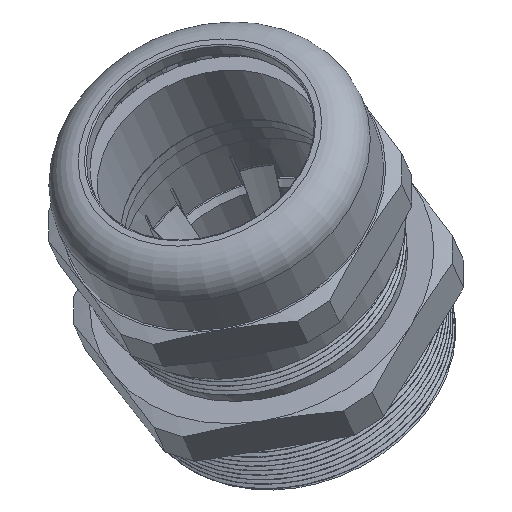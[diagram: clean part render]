
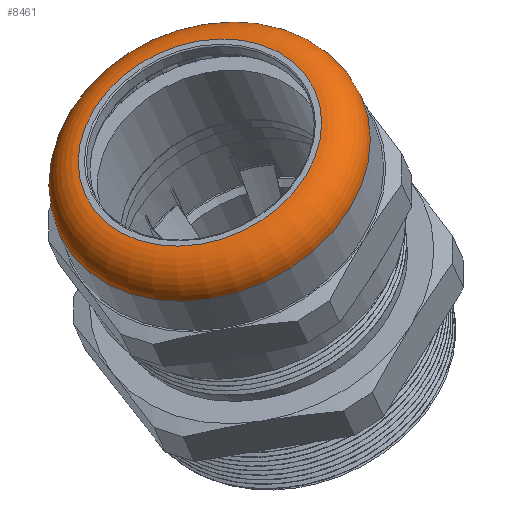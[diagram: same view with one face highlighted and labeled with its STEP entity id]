
A CAD part, top view. The second image highlights one B-rep face of the part: STEP entity #8461.
In plain terms, the highlighted toroidal (fillet/blend) face has major radius 24.04 mm and minor radius 7.56 mm.
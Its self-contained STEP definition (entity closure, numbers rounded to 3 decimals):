
#208=TOROIDAL_SURFACE('',#9478,24.04,7.56);
#1755=FACE_BOUND('',#2743,.T.);
#2218=FACE_OUTER_BOUND('',#2742,.T.);
#2742=EDGE_LOOP('',(#7853));
#2743=EDGE_LOOP('',(#7854));
#3222=CIRCLE('',#9473,24.04);
#3225=CIRCLE('',#9479,31.6);
#4081=VERTEX_POINT('',#22660);
#4084=VERTEX_POINT('',#22669);
#5339=EDGE_CURVE('',#4081,#4081,#3222,.T.);
#5342=EDGE_CURVE('',#4084,#4084,#3225,.T.);
#7853=ORIENTED_EDGE('',*,*,#5339,.T.);
#7854=ORIENTED_EDGE('',*,*,#5342,.F.);
#8461=ADVANCED_FACE('',(#2218,#1755),#208,.T.);
#9473=AXIS2_PLACEMENT_3D('',#22661,#11881,#11882);
#9478=AXIS2_PLACEMENT_3D('',#22668,#11891,#11892);
#9479=AXIS2_PLACEMENT_3D('',#22670,#11893,#11894);
#11881=DIRECTION('center_axis',(1.,0.,0.));
#11882=DIRECTION('ref_axis',(0.,0.,-1.));
#11891=DIRECTION('center_axis',(1.,0.,0.));
#11892=DIRECTION('ref_axis',(0.,0.,-1.));
#11893=DIRECTION('center_axis',(1.,0.,0.));
#11894=DIRECTION('ref_axis',(0.,0.,-1.));
#22660=CARTESIAN_POINT('',(-33.56,24.04,0.));
#22661=CARTESIAN_POINT('Origin',(-33.56,0.,0.));
#22668=CARTESIAN_POINT('Origin',(-26.,0.,0.));
#22669=CARTESIAN_POINT('',(-26.,31.6,0.));
#22670=CARTESIAN_POINT('Origin',(-26.,0.,0.));
